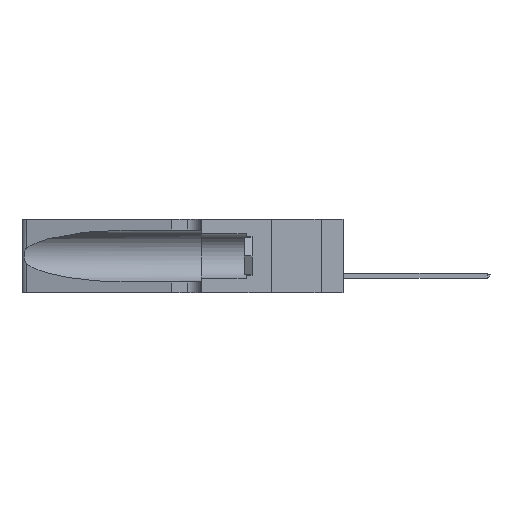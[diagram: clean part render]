
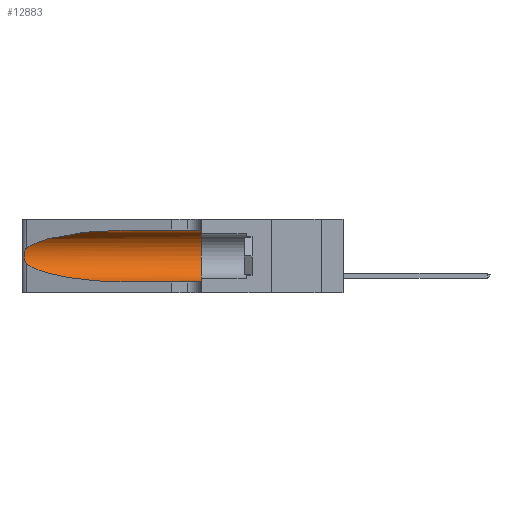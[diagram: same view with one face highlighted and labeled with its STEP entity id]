
A CAD part, left-side view. The second image highlights one B-rep face of the part: STEP entity #12883.
In plain terms, the highlighted cylindrical face has radius 3.308 mm (diameter 6.617 mm), a partial arc.
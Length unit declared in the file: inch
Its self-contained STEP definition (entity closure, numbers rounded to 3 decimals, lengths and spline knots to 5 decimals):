
#1519 = CARTESIAN_POINT ( 'NONE',  ( 0.1305, 1.61858, 0.185 ) ) ;
#3249 = EDGE_LOOP ( 'NONE', ( #27716, #19221, #7828, #36100, #32366, #26350 ) ) ;
#4870 = CARTESIAN_POINT ( 'NONE',  ( 0.18966, 0.96281, 0.05475 ) ) ;
#6221 = CARTESIAN_POINT ( 'NONE',  ( 0.25487, 1.22718, 0.14631 ) ) ;
#6352 = VERTEX_POINT ( 'NONE', #33058 ) ;
#7713 = CARTESIAN_POINT ( 'NONE',  ( 0.25487, 1.22718, 0.14631 ) ) ;
#7828 = ORIENTED_EDGE ( 'NONE', *, *, #21118, .T. ) ;
#8957 = B_SPLINE_CURVE_WITH_KNOTS ( 'NONE', 3,
 ( #37721, #25281, #28899, #13200, #13068, #38255, #22851, #9853, #37854, #10265, #38118, #19326, #16593, #34883 ),
 .UNSPECIFIED., .F., .F.,
 ( 4, 2, 2, 2, 2, 2, 4 ),
 ( 0., 0.00027, 0.00053, 0.00107, 0.0016, 0.00187, 0.00214 ),
 .UNSPECIFIED. ) ;
#9036 = VERTEX_POINT ( 'NONE', #22058 ) ;
#9215 = CARTESIAN_POINT ( 'NONE',  ( 0.18966, 0.96281, 0.31525 ) ) ;
#9853 = CARTESIAN_POINT ( 'NONE',  ( 0.26075, 1.23896, 0.178 ) ) ;
#9880 = FACE_OUTER_BOUND ( 'NONE', #3249, .T. ) ;
#9894 = VERTEX_POINT ( 'NONE', #6221 ) ;
#9935 = EDGE_CURVE ( 'NONE', #16113, #9894, #8957, .T. ) ;
#10265 = CARTESIAN_POINT ( 'NONE',  ( 0.25856, 1.23593, 0.16098 ) ) ;
#11163 = CIRCLE ( 'NONE', #33645, 0.13025 ) ;
#11699 = VERTEX_POINT ( 'NONE', #13074 ) ;
#12883 = ADVANCED_FACE ( 'NONE', ( #9880 ), #36512, .F. ) ;
#13068 = CARTESIAN_POINT ( 'NONE',  ( 0.25854, 1.2359, 0.20912 ) ) ;
#13074 = CARTESIAN_POINT ( 'NONE',  ( 0.1305, 0.72297, 0.31525 ) ) ;
#13200 = CARTESIAN_POINT ( 'NONE',  ( 0.25787, 1.23484, 0.2124 ) ) ;
#15765 = EDGE_CURVE ( 'NONE', #9036, #6352, #11163, .T. ) ;
#16113 = VERTEX_POINT ( 'NONE', #18948 ) ;
#16593 = CARTESIAN_POINT ( 'NONE',  ( 0.25555, 1.22993, 0.14849 ) ) ;
#17791 = CARTESIAN_POINT ( 'NONE',  ( 0.1305, 0.72297, 0.05475 ) ) ;
#17987 = DIRECTION ( 'NONE',  ( 0., 0., -1. ) ) ;
#18948 = CARTESIAN_POINT ( 'NONE',  ( 0.25487, 1.22718, 0.22369 ) ) ;
#19047 = VECTOR ( 'NONE', #28654, 39.37008 ) ;
#19221 = ORIENTED_EDGE ( 'NONE', *, *, #9935, .T. ) ;
#19326 = CARTESIAN_POINT ( 'NONE',  ( 0.25639, 1.23186, 0.15144 ) ) ;
#20764 = EDGE_CURVE ( 'NONE', #11699, #16113, #34742, .T. ) ;
#20990 = CARTESIAN_POINT ( 'NONE',  ( 0.25487, 1.22718, 0.22369 ) ) ;
#21118 = EDGE_CURVE ( 'NONE', #9894, #35250, #25811, .T. ) ;
#22058 = CARTESIAN_POINT ( 'NONE',  ( 0.1305, 0.35, 0.31525 ) ) ;
#22467 = CARTESIAN_POINT ( 'NONE',  ( 0.1305, 1.61858, 0.31525 ) ) ;
#22851 = CARTESIAN_POINT ( 'NONE',  ( 0.26075, 1.23896, 0.19203 ) ) ;
#23502 = EDGE_CURVE ( 'NONE', #35250, #6352, #28334, .T. ) ;
#23547 = VECTOR ( 'NONE', #24001, 39.37008 ) ;
#23608 = CARTESIAN_POINT ( 'NONE',  ( 0.1305, 1.61858, 0.05475 ) ) ;
#24001 = DIRECTION ( 'NONE',  ( 0., -1., 0. ) ) ;
#25281 = CARTESIAN_POINT ( 'NONE',  ( 0.25555, 1.22994, 0.2215 ) ) ;
#25410 = EDGE_CURVE ( 'NONE', #11699, #9036, #29606, .T. ) ;
#25730 = DIRECTION ( 'NONE',  ( 0., 0., 1. ) ) ;
#25811 =( BOUNDED_CURVE ( )  B_SPLINE_CURVE ( 3, ( #7713, #32185, #4870, #32717 ),
 .UNSPECIFIED., .F., .F. ) 
 B_SPLINE_CURVE_WITH_KNOTS ( ( 4, 4 ),
 ( 3.44316, 4.71239 ),
 .UNSPECIFIED. ) 
 CURVE ( )  GEOMETRIC_REPRESENTATION_ITEM ( )  RATIONAL_B_SPLINE_CURVE ( ( 1., 0.87, 0.87, 1. ) ) 
 REPRESENTATION_ITEM ( '' )  );
#26350 = ORIENTED_EDGE ( 'NONE', *, *, #25410, .F. ) ;
#26531 = DIRECTION ( 'NONE',  ( 0., -1., 0. ) ) ;
#27716 = ORIENTED_EDGE ( 'NONE', *, *, #20764, .T. ) ;
#27739 = CARTESIAN_POINT ( 'NONE',  ( 0.1305, 0.72297, 0.31525 ) ) ;
#28334 = LINE ( 'NONE', #23608, #23547 ) ;
#28654 = DIRECTION ( 'NONE',  ( 0., -1., 0. ) ) ;
#28899 = CARTESIAN_POINT ( 'NONE',  ( 0.25639, 1.23184, 0.21858 ) ) ;
#29606 = LINE ( 'NONE', #22467, #19047 ) ;
#32185 = CARTESIAN_POINT ( 'NONE',  ( 0.2373, 1.15595, 0.08982 ) ) ;
#32366 = ORIENTED_EDGE ( 'NONE', *, *, #15765, .F. ) ;
#32717 = CARTESIAN_POINT ( 'NONE',  ( 0.1305, 0.72297, 0.05475 ) ) ;
#33058 = CARTESIAN_POINT ( 'NONE',  ( 0.1305, 0.35, 0.05475 ) ) ;
#33645 = AXIS2_PLACEMENT_3D ( 'NONE', #34937, #38040, #25730 ) ;
#34087 = AXIS2_PLACEMENT_3D ( 'NONE', #1519, #26531, #17987 ) ;
#34742 =( BOUNDED_CURVE ( )  B_SPLINE_CURVE ( 3, ( #27739, #9215, #39500, #20990 ),
 .UNSPECIFIED., .F., .T. ) 
 B_SPLINE_CURVE_WITH_KNOTS ( ( 4, 4 ),
 ( 1.5708, 2.84003 ),
 .UNSPECIFIED. ) 
 CURVE ( )  GEOMETRIC_REPRESENTATION_ITEM ( )  RATIONAL_B_SPLINE_CURVE ( ( 1., 0.87, 0.87, 1. ) ) 
 REPRESENTATION_ITEM ( '' )  );
#34883 = CARTESIAN_POINT ( 'NONE',  ( 0.25487, 1.22718, 0.14631 ) ) ;
#34937 = CARTESIAN_POINT ( 'NONE',  ( 0.1305, 0.35, 0.185 ) ) ;
#35250 = VERTEX_POINT ( 'NONE', #17791 ) ;
#36100 = ORIENTED_EDGE ( 'NONE', *, *, #23502, .T. ) ;
#36512 = CYLINDRICAL_SURFACE ( 'NONE', #34087, 0.13025 ) ;
#37721 = CARTESIAN_POINT ( 'NONE',  ( 0.25487, 1.22718, 0.22369 ) ) ;
#37854 = CARTESIAN_POINT ( 'NONE',  ( 0.26017, 1.23833, 0.17102 ) ) ;
#38040 = DIRECTION ( 'NONE',  ( 0., 1., 0. ) ) ;
#38118 = CARTESIAN_POINT ( 'NONE',  ( 0.25789, 1.23486, 0.15765 ) ) ;
#38255 = CARTESIAN_POINT ( 'NONE',  ( 0.26018, 1.23835, 0.19895 ) ) ;
#39500 = CARTESIAN_POINT ( 'NONE',  ( 0.2373, 1.15595, 0.28018 ) ) ;
